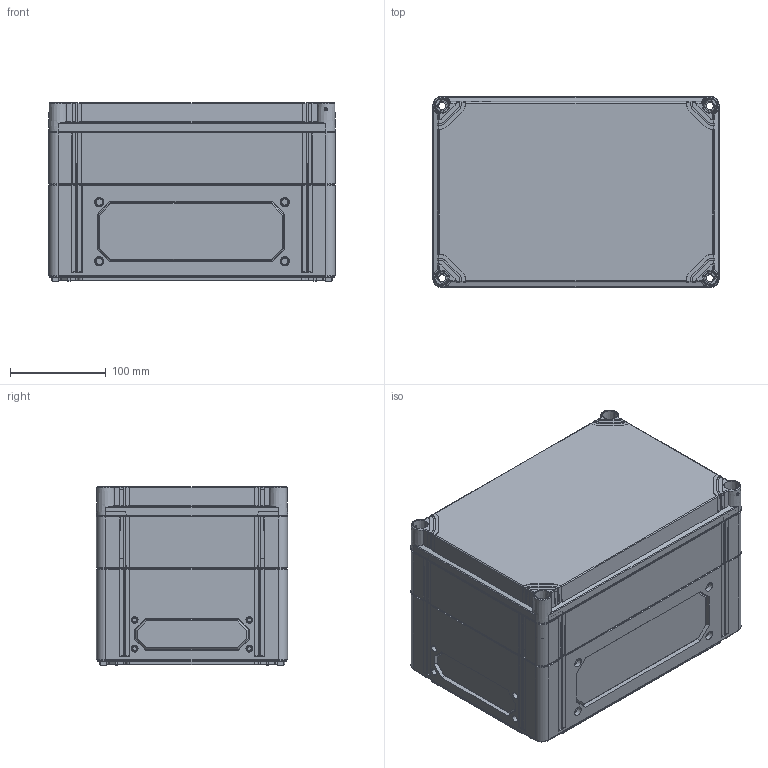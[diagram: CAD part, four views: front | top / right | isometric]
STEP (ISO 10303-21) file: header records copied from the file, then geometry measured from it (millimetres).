
FILE_DESCRIPTION((''),'2;1');
FILE_NAME('CPCF203018T_ASM','2008-12-29T',('pasi_koskela'),(''),'PRO/ENGINEER BY PARAMETRIC TECHNOLOGY CORPORATION, 2008250','PRO/ENGINEER BY PARAMETRIC TECHNOLOGY CORPORATION, 2008250','');
FILE_SCHEMA(('AUTOMOTIVE_DESIGN_CC2 { 1 2 10303 214 -1 1 5 2 }'));
Products named in the file (4): CPCF203010B; OPCT203003L; OPCP203006E; CPCF203018T_ASM
Assembly tree (3 placements, depth 2):
  CPCF203018T_ASM
    CPCF203010B
    OPCT203003L
    OPCP203006E
Bounding box: 300 x 200 x 187 mm (x, y, z)
Volume: 1354179.9 mm3; surface area: 786380.3 mm2
Topology: 3 solids, 3 shells, 3596 faces, 9376 edges, 5908 vertices
Faces by surface type: plane 1901, cone 830, cylinder 549, torus 294, bspline 20, sphere 2
Entity records: 140607 total; most frequent: CARTESIAN_POINT 23702, ORIENTED_EDGE 18708, DIRECTION 18408, PRESENTATION_STYLE_ASSIGNMENT 9357, STYLED_ITEM 9357, CURVE_STYLE 9354, EDGE_CURVE 9354, AXIS2_PLACEMENT_3D 6330
